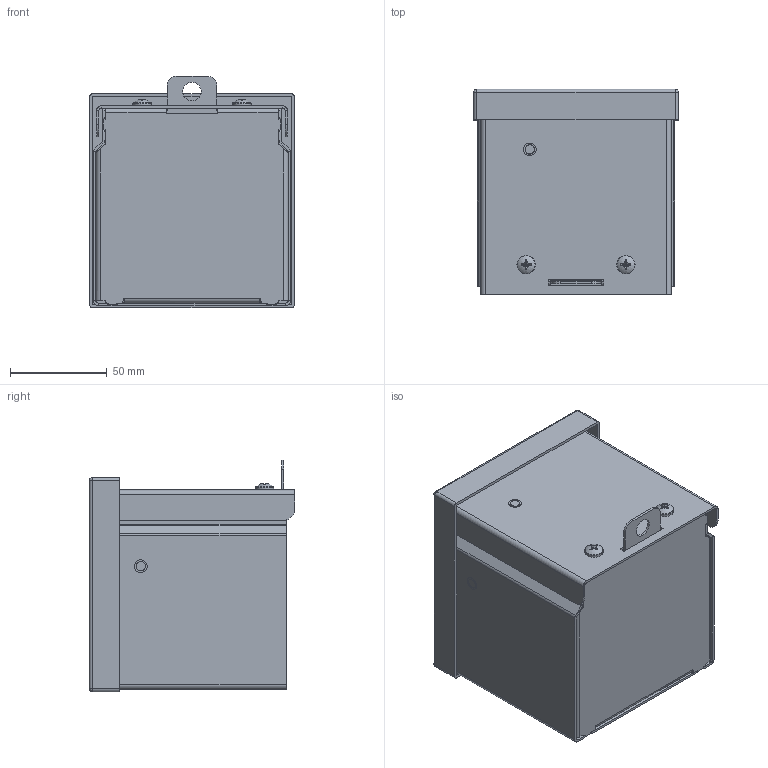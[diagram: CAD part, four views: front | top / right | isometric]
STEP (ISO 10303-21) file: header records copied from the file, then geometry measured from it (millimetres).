
FILE_DESCRIPTION (( 'STEP AP214' ), '1' );
FILE_NAME ('SCE-4R44.STEP', '2023-08-09T13:04:27', ( '' ), ( '' ), 'SwSTEP 2.0', 'SolidWorks 2021', '' );
FILE_SCHEMA (( 'AUTOMOTIVE_DESIGN' ));
Length unit declared in the file: inch
Products named in the file (1): SCE-4R44
Bounding box: 105.56 x 106.03 x 119.32 mm (x, y, z)
Volume: 100103.9 mm3; surface area: 158495 mm2
Topology: 11 solids, 11 shells, 477 faces, 1184 edges, 688 vertices
Faces by surface type: plane 231, cylinder 164, bspline 56, cone 20, torus 4, sphere 2
Full cylindrical faces by diameter (mm): 4.775 x2, 9.474 x2
Entity records: 15387 total; most frequent: CARTESIAN_POINT 4340, ORIENTED_EDGE 2252, DIRECTION 2230, EDGE_CURVE 1126, AXIS2_PLACEMENT_3D 795, VERTEX_POINT 686, VECTOR 640, LINE 640
